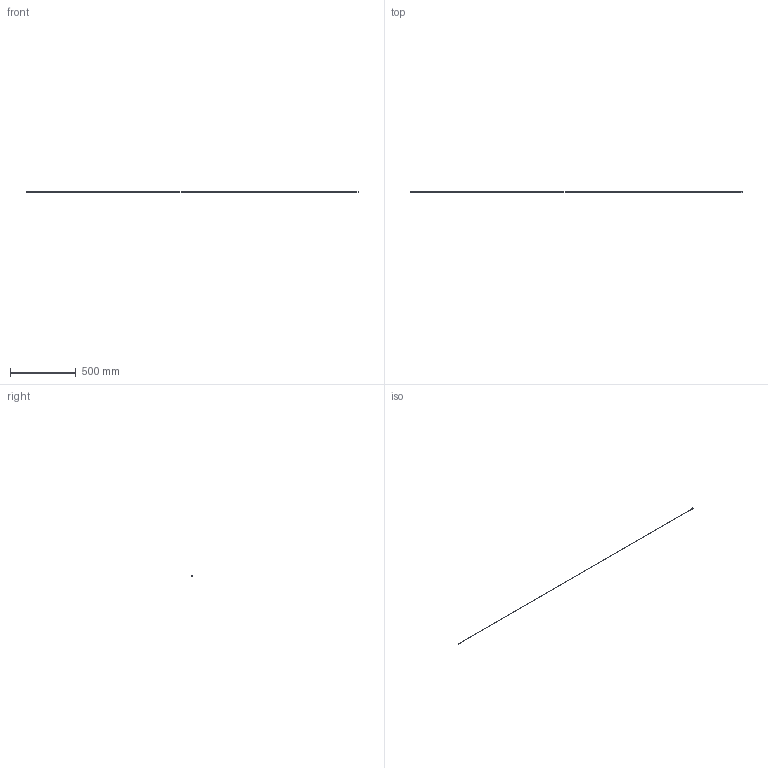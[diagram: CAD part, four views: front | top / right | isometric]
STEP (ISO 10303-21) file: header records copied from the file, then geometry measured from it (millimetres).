
FILE_DESCRIPTION (( 'STEP AP214' ), '1' );
FILE_NAME ('578.STEP', '2020-02-13T10:42:37', ( '' ), ( '' ), 'SwSTEP 2.0', 'SolidWorks 2019', '' );
FILE_SCHEMA (( 'AUTOMOTIVE_DESIGN' ));
Length unit declared in the file: millimetre
Products named in the file (1): 578
Bounding box: 2520 x 9.83 x 6.5 mm (x, y, z)
Volume: 6282.6 mm3; surface area: 19291.7 mm2
Topology: 1 solids, 1 shells, 15 faces, 32 edges, 19 vertices
Faces by surface type: cylinder 6, bspline 4, plane 3, sphere 2
Entity records: 446 total; most frequent: CARTESIAN_POINT 93, DIRECTION 74, ORIENTED_EDGE 60, AXIS2_PLACEMENT_3D 32, EDGE_CURVE 30, CIRCLE 20, VERTEX_POINT 19, EDGE_LOOP 17
